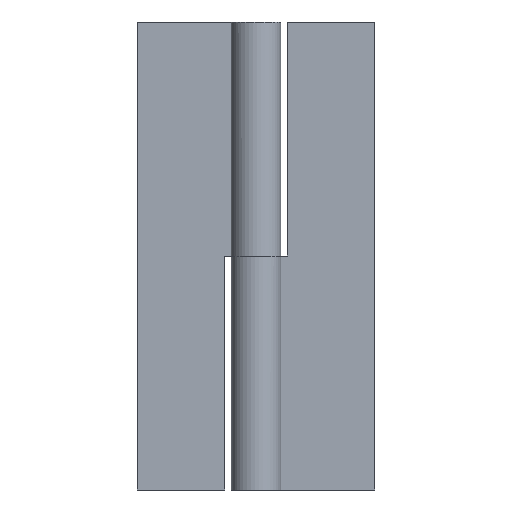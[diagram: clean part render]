
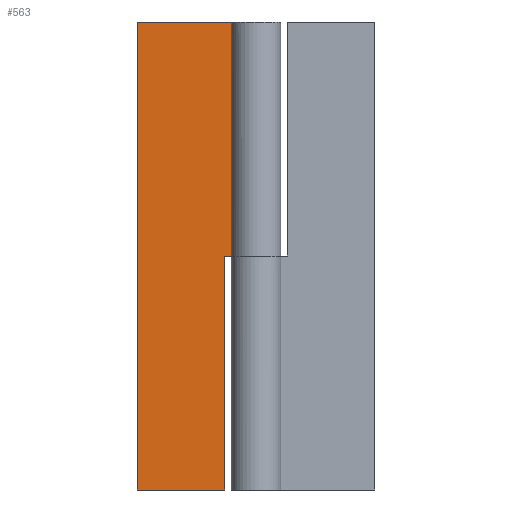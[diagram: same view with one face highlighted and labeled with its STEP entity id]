
A CAD part, front view. The second image highlights one B-rep face of the part: STEP entity #563.
In plain terms, the highlighted free-form (B-spline) face has degree [1, 1] with [2, 2] control points.
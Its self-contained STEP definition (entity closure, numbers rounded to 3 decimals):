
#321=CARTESIAN_POINT('',(-5.0,2.0,0.0));
#322=VERTEX_POINT('',#321);
#335=CARTESIAN_POINT('',(-5.0,2.0,37.5));
#336=VERTEX_POINT('',#335);
#342=CARTESIAN_POINT('',(-5.0,2.0,0.0));
#343=CARTESIAN_POINT('',(-5.0,2.0,37.5));
#344=QUASI_UNIFORM_CURVE('',1,(#342,#343),.UNSPECIFIED.,.F.,.U.);
#345=EDGE_CURVE('',#322,#336,#344,.T.);
#385=CARTESIAN_POINT('',(0.,2.0,37.5));
#386=VERTEX_POINT('',#385);
#406=CARTESIAN_POINT('',(-5.0,2.0,37.5));
#407=CARTESIAN_POINT('',(0.,2.0,37.5));
#408=QUASI_UNIFORM_CURVE('',1,(#406,#407),.UNSPECIFIED.,.F.,.U.);
#409=EDGE_CURVE('',#336,#386,#408,.T.);
#434=CARTESIAN_POINT('',(-19.0,2.0,75.0));
#435=VERTEX_POINT('',#434);
#441=CARTESIAN_POINT('',(0.,2.0,75.0));
#442=VERTEX_POINT('',#441);
#443=CARTESIAN_POINT('',(0.,2.0,75.0));
#444=CARTESIAN_POINT('',(-19.0,2.0,75.0));
#445=QUASI_UNIFORM_CURVE('',1,(#443,#444),.UNSPECIFIED.,.F.,.U.);
#446=EDGE_CURVE('',#442,#435,#445,.T.);
#504=CARTESIAN_POINT('',(-19.0,2.0,0.0));
#505=VERTEX_POINT('',#504);
#506=CARTESIAN_POINT('',(-5.0,2.0,0.0));
#507=CARTESIAN_POINT('',(-19.0,2.0,0.0));
#508=QUASI_UNIFORM_CURVE('',1,(#506,#507),.UNSPECIFIED.,.F.,.U.);
#509=EDGE_CURVE('',#322,#505,#508,.T.);
#538=CARTESIAN_POINT('',(-19.0,2.0,0.0));
#539=CARTESIAN_POINT('',(-19.0,2.0,75.0));
#540=QUASI_UNIFORM_CURVE('',1,(#538,#539),.UNSPECIFIED.,.F.,.U.);
#541=EDGE_CURVE('',#505,#435,#540,.T.);
#546=CARTESIAN_POINT('',(-19.949,2.0,-3.746));
#547=CARTESIAN_POINT('',(-19.949,2.0,78.746));
#548=CARTESIAN_POINT('',(0.949,2.0,-3.746));
#549=CARTESIAN_POINT('',(0.949,2.0,78.746));
#550=B_SPLINE_SURFACE_WITH_KNOTS('',1,1,((#546,#548),(#547,#549)),.UNSPECIFIED.,.F.,.F.,.U.,(2,2),(2,2),(0.0,82.493),(0.0,20.898),.UNSPECIFIED.);
#551=ORIENTED_EDGE('',*,*,#345,.T.);
#552=ORIENTED_EDGE('',*,*,#409,.T.);
#553=CARTESIAN_POINT('',(0.,2.0,37.5));
#554=CARTESIAN_POINT('',(0.,2.0,75.0));
#555=QUASI_UNIFORM_CURVE('',1,(#553,#554),.UNSPECIFIED.,.F.,.U.);
#556=EDGE_CURVE('',#386,#442,#555,.T.);
#557=ORIENTED_EDGE('',*,*,#556,.T.);
#558=ORIENTED_EDGE('',*,*,#446,.T.);
#559=ORIENTED_EDGE('',*,*,#541,.F.);
#560=ORIENTED_EDGE('',*,*,#509,.F.);
#561=EDGE_LOOP('',(#551,#552,#557,#558,#559,#560));
#562=FACE_OUTER_BOUND('',#561,.T.);
#563=ADVANCED_FACE('',(#562),#550,.F.);
